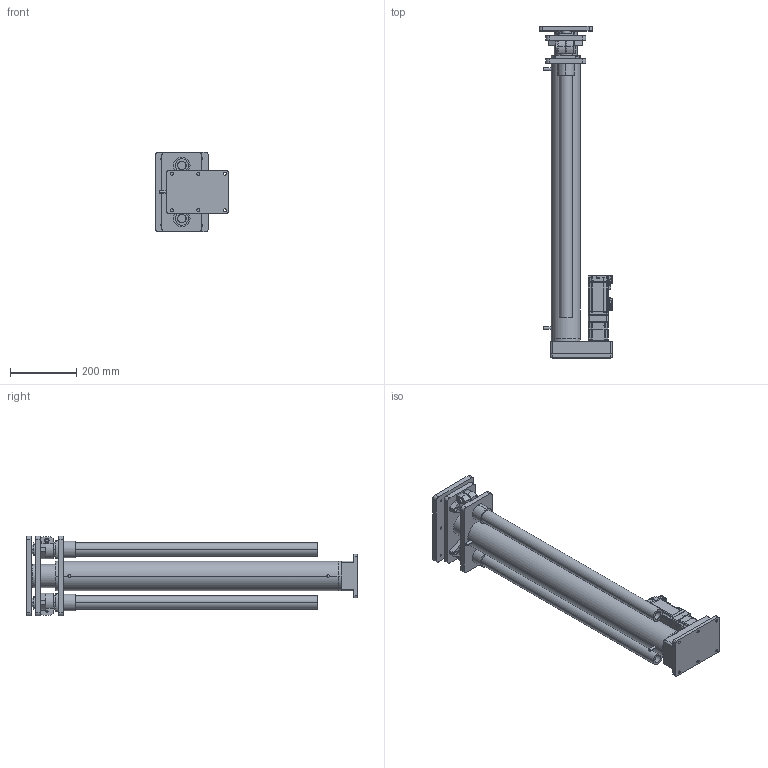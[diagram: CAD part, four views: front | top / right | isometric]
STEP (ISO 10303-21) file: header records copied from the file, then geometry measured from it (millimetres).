
FILE_DESCRIPTION (( 'STEP AP203' ), '1' );
FILE_NAME ('RLD88-10DZ-2KN-R1000-S2-100mm-s.STEP', '2024-11-15T07:38:03', ( '微软用户' ), ( '微软中国' ), 'SwSTEP 2.0', 'SolidWorks 2022', '' );
FILE_SCHEMA (( 'CONFIG_CONTROL_DESIGN' ));
Length unit declared in the file: millimetre
Products named in the file (47): MS1H1-40B30CB-(x)334Z.stp; MS1H1-40B30CB-A334Z-S_ASM_1_ASM.stp; _1-SO-16020001_1_1_1.stp; _1-SO-126980001_1_1_1.stp; 复件 PGH60-L1-14-50-70-M5-A16^RLD88-10DZ-2KN-R1000-S2-100mm-s; 复件 MS1H1-40B30CB-(x)334Z^RLD88-10DZ-2KN-R1000-S2-100mm-s; 10_1_1_1.stp; 31090647--1-SOL000_1_1_1.stp; 复件 SHHSA-40^RLD88-10DZ-2KN-R1000-S2-100mm-s; 22060240_2_1_1_1.stp; 复件 240111-TG-88多节缸铜套内孔D40-60^RLD88-10DZ-2KN-R1000-S2-100mm-s; _1-SO-85180001_1_1_1.stp; _1-SO-981200001_1_1_1.stp; 复件 240111-TG-88多节缸第一节缸筒^RLD88-10DZ-2KN-R1000-S2-100mm-s; 31100246--1-SOLI00_1_1_1_1.stp; 复件 240111-TG-88多节缸第三节缸筒^RLD88-10DZ-2KN-R1000-S2-100mm-s; _1-SO-60001_1_1_1.stp; 复件 240111-TG-88多节缸铜套内孔D25-50^RLD88-10DZ-2KN-R1000-S2-100mm-s; MS1H1-40B30CB-A334Z_ASM_1-35997_ASM.stp; 复件 240111-TG-88多节缸第二节缸筒^RLD88-10DZ-2KN-R1000-S2-100mm-s; _1-SO-576180001_1_1_1.stp; MS1H1-40B30CB-A334Z_ASM_1-36033_ASM.stp; _1-SO-476400001_1_1_1.stp; _1-SO-195320001_1_1_1.stp; 21E8-005-1072-P4_1_1_1_1.stp; MS1H1-40B30CB-A334Z_1_ASM_1_ASM_ASM.stp; 零件6^RLD88-10DZ-2KN-R1000-S2-100mm-s; 31090524--MS1H1-400001_1_1_1.stp; 31740004--1-SOLI00_1_1_1_1.stp; 复件 240111-TG-40导柱^RLD88-10DZ-2KN-R1000-S2-100mm-s; _60-1-SO0001_1_1_1_1.stp; 复件 240111-TG-88多节缸箱体盖板^RLD88-10DZ-2KN-R1000-S2-100mm-s; _1-SO-391790001_1_1_1.stp; 复件 SHHSA_SCA-M8-L40^复件 SHHSA-40_RLD88-10DZ-2KN-R1000-S2-100mm-s; _1-SO-750450001_1_1_1.stp; 复件 SHHSA-40_base^复件 SHHSA-40_RLD88-10DZ-2KN-R1000-S2-100mm-s; _1-SO-585340001_1_1_1.stp; 30_1_1_1_1.stp; _1-SO-403590001_1_1_1.stp; 22010150--1-SOLI00_1_1_1_1.stp ...
Assembly tree (51 placements, depth 8):
  零件6^RLD88-10DZ-2KN-R1000-S2-100mm-s
  RLD88-10DZ-2KN-R1000-S2-100mm-s
    复件 240111-TG-88多节缸箱体盖板^RLD88-10DZ-2KN-R1000-S2-100mm-s
    复件 240111-TG-88多节缸轴承座^RLD88-10DZ-2KN-R1000-S2-100mm-s
    复件 240111-TG-88多节缸第二节缸筒^RLD88-10DZ-2KN-R1000-S2-100mm-s
    复件 240111-TG-88多节缸第三节缸筒^RLD88-10DZ-2KN-R1000-S2-100mm-s
    复件 240111-TG-88多节缸第一节缸筒^RLD88-10DZ-2KN-R1000-S2-100mm-s
    复件 240111-TG-25导柱^RLD88-10DZ-2KN-R1000-S2-100mm-s  x2
    复件 240111-TG-40导柱^RLD88-10DZ-2KN-R1000-S2-100mm-s  x2
    复件 240111-TG-88多节缸铜套内孔D25-50^RLD88-10DZ-2KN-R1000-S2-100mm-s  x2
    复件 240111-TG-88多节缸铜套内孔D40-60^RLD88-10DZ-2KN-R1000-S2-100mm-s  x2
    复件 SHHSA-40^RLD88-10DZ-2KN-R1000-S2-100mm-s  x2
      复件 SHHSA-40_base^复件 SHHSA-40_RLD88-10DZ-2KN-R1000-S2-100mm-s
      复件 SHHSA_SCA-M8-L40^复件 SHHSA-40_RLD88-10DZ-2KN-R1000-S2-100mm-s
    复件 MS1H1-40B30CB-(x)334Z^RLD88-10DZ-2KN-R1000-S2-100mm-s
      MS1H1-40B30CB-(x)334Z.stp
        MS1H1-40B30CB-A334Z-S_ASM_1_ASM.stp
          MS1H1-40B30CB-A334Z_ASM_1-36033_ASM.stp
            MS1H1-40B30CB-A334Z_ASM_1-35997_ASM.stp
              MS1H1-40B30CB-A334Z_1_ASM_1_ASM_ASM.stp
                _1-SO-60001_1_1_1.stp
                _1-SO-16020001_1_1_1.stp
                _1-SO-85180001_1_1_1.stp
                31090524--MS1H1-400001_1_1_1.stp
                _1-SO-126980001_1_1_1.stp
                _1-SO-195320001_1_1_1.stp
                31090647--1-SOL000_1_1_1.stp
                _1-SO-229040001_1_1_1.stp
                31100246--1-SOLI00_1_1_1_1.stp
                _1-SO-391790001_1_1_1.stp
                _1-SO-403590001_1_1_1.stp
                22010150--1-SOLI00_1_1_1_1.stp
                30_1_1_1_1.stp
                _1-SO-476400001_1_1_1.stp
                31900522--1-SOL000_1_1_1_1.stp
                31740004--1-SOLI00_1_1_1_1.stp
                _1-SO-576180001_1_1_1.stp
                _1-SO-579730001_1_1_1.stp
                _1-SO-585340001_1_1_1.stp
                10_1_1_1.stp
                _1-SO-750450001_1_1_1.stp
                _60-1-SO0001_1_1_1_1.stp
                _1-SO-981200001_1_1_1.stp
          21E8-005-1072-P4_1_1_1_1.stp
          21E8-005-1073-P4_1_1_1_1.stp
          22060240_2_1_1_1.stp  x2
    复件 PGH60-L1-14-50-70-M5-A16^RLD88-10DZ-2KN-R1000-S2-100mm-s
Bounding box: 221.6 x 1000 x 240 mm (x, y, z)
Volume: 7218703.9 mm3; surface area: 2098453 mm2
Topology: 60 solids, 64 shells, 2726 faces, 7088 edges, 4614 vertices
Faces by surface type: plane 1426, cylinder 959, torus 144, cone 130, bspline 63, sphere 4
Entity records: 89580 total; most frequent: CARTESIAN_POINT 20006, DIRECTION 13621, ORIENTED_EDGE 13356, EDGE_CURVE 6682, AXIS2_PLACEMENT_3D 4797, VERTEX_POINT 4355, LINE 4027, VECTOR 4027
